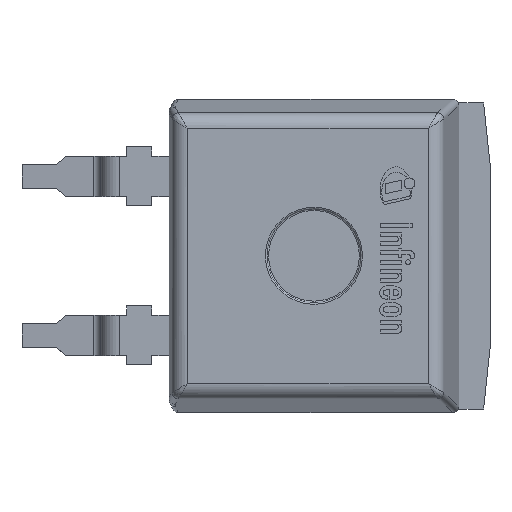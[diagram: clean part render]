
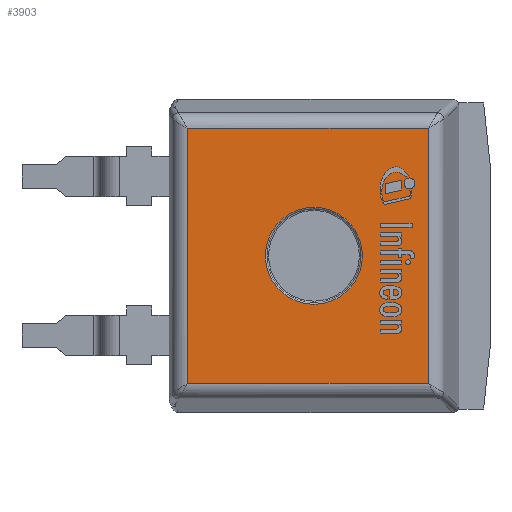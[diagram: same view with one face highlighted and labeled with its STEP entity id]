
A CAD part, top view. The second image highlights one B-rep face of the part: STEP entity #3903.
In plain terms, the highlighted planar face has unit normal (0, 0, 1).
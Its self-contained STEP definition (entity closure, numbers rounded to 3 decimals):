
#79=CIRCLE('',#4151,1.55);
#134=FACE_BOUND('',#607,.T.);
#377=FACE_OUTER_BOUND('',#606,.T.);
#606=EDGE_LOOP('',(#3190,#3191,#3192,#3193));
#607=EDGE_LOOP('',(#3194));
#956=LINE('',#6378,#1396);
#958=LINE('',#6503,#1398);
#959=LINE('',#6505,#1399);
#961=LINE('',#6508,#1401);
#1396=VECTOR('',#4803,1.);
#1398=VECTOR('',#4831,1.);
#1399=VECTOR('',#4834,1.);
#1401=VECTOR('',#4838,1.);
#1782=VERTEX_POINT('',#6312);
#1787=VERTEX_POINT('',#6373);
#1792=VERTEX_POINT('',#6437);
#1797=VERTEX_POINT('',#6498);
#1807=VERTEX_POINT('',#6544);
#2263=EDGE_CURVE('',#1787,#1782,#956,.T.);
#2277=EDGE_CURVE('',#1797,#1787,#958,.T.);
#2278=EDGE_CURVE('',#1792,#1797,#959,.T.);
#2280=EDGE_CURVE('',#1782,#1792,#961,.T.);
#2294=EDGE_CURVE('',#1807,#1807,#79,.T.);
#3190=ORIENTED_EDGE('',*,*,#2263,.F.);
#3191=ORIENTED_EDGE('',*,*,#2277,.F.);
#3192=ORIENTED_EDGE('',*,*,#2278,.F.);
#3193=ORIENTED_EDGE('',*,*,#2280,.F.);
#3194=ORIENTED_EDGE('',*,*,#2294,.F.);
#3701=PLANE('',#4150);
#3903=ADVANCED_FACE('',(#377,#134),#3701,.T.);
#4150=AXIS2_PLACEMENT_3D('',#6543,#4860,#4861);
#4151=AXIS2_PLACEMENT_3D('',#6545,#4862,#4863);
#4803=DIRECTION('',(0.,1.,0.));
#4831=DIRECTION('',(-1.,0.,0.));
#4834=DIRECTION('',(0.,-1.,0.));
#4838=DIRECTION('',(1.,0.,0.));
#4860=DIRECTION('center_axis',(0.,0.,1.));
#4861=DIRECTION('ref_axis',(0.,-1.,0.));
#4862=DIRECTION('center_axis',(0.,0.,1.));
#4863=DIRECTION('ref_axis',(0.,1.,0.));
#6312=CARTESIAN_POINT('',(-2.185,4.074,4.4));
#6373=CARTESIAN_POINT('',(-2.185,-4.074,4.4));
#6378=CARTESIAN_POINT('',(-2.185,1.25,4.4));
#6437=CARTESIAN_POINT('',(5.503,4.074,4.4));
#6498=CARTESIAN_POINT('',(5.503,-4.074,4.4));
#6503=CARTESIAN_POINT('',(0.694,-4.074,4.4));
#6505=CARTESIAN_POINT('',(5.503,-1.25,4.4));
#6508=CARTESIAN_POINT('',(3.006,4.074,4.4));
#6543=CARTESIAN_POINT('Origin',(1.85,0.,4.4));
#6544=CARTESIAN_POINT('',(1.85,-1.55,4.4));
#6545=CARTESIAN_POINT('Origin',(1.85,0.,4.4));
